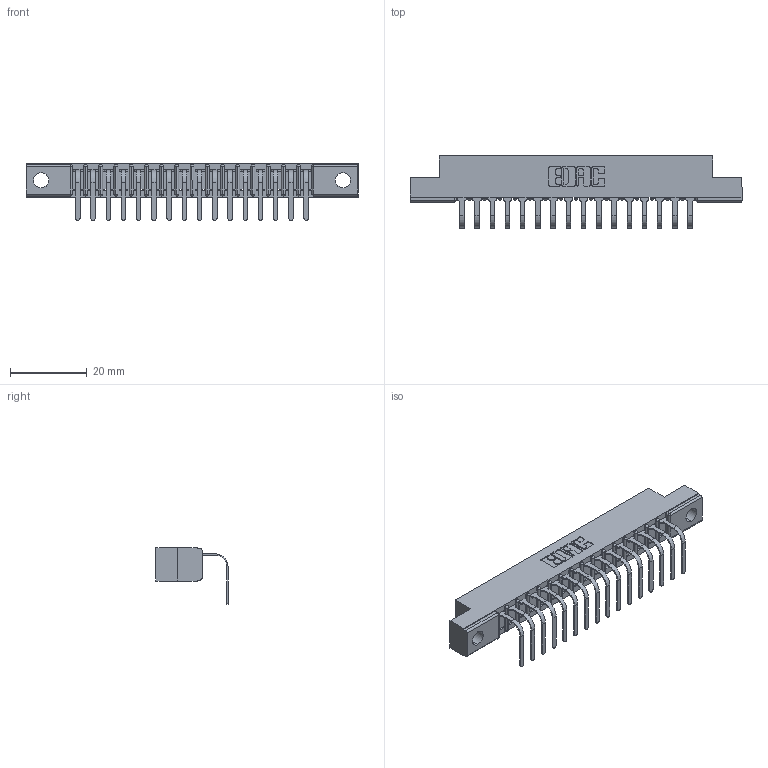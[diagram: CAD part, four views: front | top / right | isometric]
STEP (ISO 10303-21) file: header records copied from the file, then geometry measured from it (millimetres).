
FILE_DESCRIPTION (( 'STEP AP203' ), '1' );
FILE_NAME ('357-016-458-104.STEP', '2022-07-18T23:09:01', ( '' ), ( '' ), 'SwSTEP 2.0', 'SolidWorks 2020', '' );
FILE_SCHEMA (( 'CONFIG_CONTROL_DESIGN' ));
Length unit declared in the file: inch
Products named in the file (3): 307 Part_.156 Dia Mounting Holes; 357-016-458-104; 307-290-001_558 - 2 (Single)
Assembly tree (17 placements, depth 2):
  357-016-458-104
    307 Part_.156 Dia Mounting Holes
    307-290-001_558 - 2 (Single)  x16
Bounding box: 86.41 x 18.78 x 14.81 mm (x, y, z)
Volume: 5430.5 mm3; surface area: 8462.3 mm2
Topology: 17 solids, 17 shells, 1109 faces, 3143 edges, 2026 vertices
Faces by surface type: plane 708, cylinder 367, sphere 34
Entity records: 17444 total; most frequent: CARTESIAN_POINT 2934, ORIENTED_EDGE 2918, DIRECTION 2861, EDGE_CURVE 1459, LINE 1115, VECTOR 1115, VERTEX_POINT 946, AXIS2_PLACEMENT_3D 873
